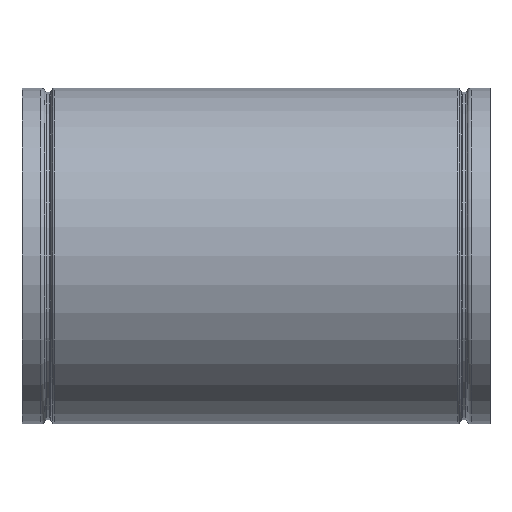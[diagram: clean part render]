
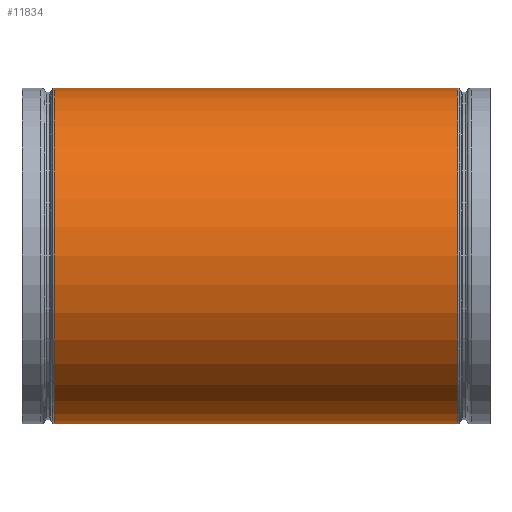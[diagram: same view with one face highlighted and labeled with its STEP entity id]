
A CAD part, front view. The second image highlights one B-rep face of the part: STEP entity #11834.
In plain terms, the highlighted cylindrical face has radius 161.925 mm (diameter 323.85 mm), a full revolution.
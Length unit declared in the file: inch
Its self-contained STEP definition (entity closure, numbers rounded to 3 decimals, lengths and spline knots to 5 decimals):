
#33 = CARTESIAN_POINT ( 'NONE',  ( -6.36061, 6.23829, -1.42388 ) ) ;
#311 = CARTESIAN_POINT ( 'NONE',  ( -3.95683, 3.88073, -5.12766 ) ) ;
#447 = ORIENTED_EDGE ( 'NONE', *, *, #33171, .F. ) ;
#455 = CARTESIAN_POINT ( 'NONE',  ( -1.45861, 1.43056, -6.26763 ) ) ;
#678 = CARTESIAN_POINT ( 'NONE',  ( 6.45669, 6.33252, 1.11921 ) ) ;
#1032 = AXIS2_PLACEMENT_3D ( 'NONE', #11049, #17368, #20444 ) ;
#1439 = FACE_OUTER_BOUND ( 'NONE', #21861, .T. ) ;
#1898 = VERTEX_POINT ( 'NONE', #14017 ) ;
#2030 = CARTESIAN_POINT ( 'NONE',  ( -7.66523, 6.375, 0. ) ) ;
#2314 = DIRECTION ( 'NONE',  ( 0., -1., 0. ) ) ;
#2446 = DIRECTION ( 'NONE',  ( 1., 0., 0. ) ) ;
#2538 = EDGE_CURVE ( 'NONE', #24557, #7543, #9469, .T. ) ;
#3397 = CARTESIAN_POINT ( 'NONE',  ( -5.97766, 5.8627, -2.64241 ) ) ;
#3627 = CARTESIAN_POINT ( 'NONE',  ( 0., 0., 6.375 ) ) ;
#5516 = CARTESIAN_POINT ( 'NONE',  ( 7.66523, 0., 0. ) ) ;
#6049 = CARTESIAN_POINT ( 'NONE',  ( 0., 0., 6.375 ) ) ;
#6323 = CARTESIAN_POINT ( 'NONE',  ( -5.24035, 5.13957, 3.89528 ) ) ;
#7084 = CARTESIAN_POINT ( 'NONE',  ( 5.15855, 5.05934, -4.03473 ) ) ;
#7212 = CARTESIAN_POINT ( 'NONE',  ( 1.45854, 1.43049, 6.26755 ) ) ;
#7543 = VERTEX_POINT ( 'NONE', #23202 ) ;
#9158 = CARTESIAN_POINT ( 'NONE',  ( -4.08673, 4.00814, 5.02614 ) ) ;
#9298 = CARTESIAN_POINT ( 'NONE',  ( -2.69002, 2.63829, -5.84482 ) ) ;
#9469 = B_SPLINE_CURVE_WITH_KNOTS ( 'NONE', 3,
 ( #3627, #34354, #7212, #34877, #31420, #25522, #9936, #678, #19620, #34488, #19228, #7084, #28595, #16364, #13268, #34970, #32021 ),
 .UNSPECIFIED., .F., .F.,
 ( 4, 1, 1, 1, 1, 1, 1, 1, 1, 1, 1, 1, 1, 1, 4 ),
 ( 0., 0.07143, 0.14286, 0.21429, 0.28571, 0.38095, 0.42857, 0.52381, 0.57143, 0.61905, 0.71429, 0.80952, 0.85714, 0.92857, 1. ),
 .UNSPECIFIED. ) ;
#9486 = DIRECTION ( 'NONE',  ( 1., 0., 0. ) ) ;
#9936 = CARTESIAN_POINT ( 'NONE',  ( 5.97763, 5.86267, 2.6425 ) ) ;
#11049 = CARTESIAN_POINT ( 'NONE',  ( -7.66523, 0., 0. ) ) ;
#11834 = ADVANCED_FACE ( 'NONE', ( #1439, #26928, #36010 ), #25512, .T. ) ;
#12540 = CARTESIAN_POINT ( 'NONE',  ( -0.4862, 0.47685, -6.375 ) ) ;
#13055 = EDGE_LOOP ( 'NONE', ( #447 ) ) ;
#13268 = CARTESIAN_POINT ( 'NONE',  ( 1.45861, 1.43056, -6.26763 ) ) ;
#13371 = ORIENTED_EDGE ( 'NONE', *, *, #2538, .F. ) ;
#14017 = CARTESIAN_POINT ( 'NONE',  ( 7.66523, -6.375, 0. ) ) ;
#15643 = CARTESIAN_POINT ( 'NONE',  ( -6.45669, 6.33252, 1.11921 ) ) ;
#16364 = CARTESIAN_POINT ( 'NONE',  ( 2.69002, 2.63829, -5.84482 ) ) ;
#17368 = DIRECTION ( 'NONE',  ( -1., 0., 0. ) ) ;
#18734 = CARTESIAN_POINT ( 'NONE',  ( -0.4862, 0.47685, 6.375 ) ) ;
#19228 = CARTESIAN_POINT ( 'NONE',  ( 5.97766, 5.8627, -2.64241 ) ) ;
#19620 = CARTESIAN_POINT ( 'NONE',  ( 6.55476, 6.4287, -0.16292 ) ) ;
#20184 = B_SPLINE_CURVE_WITH_KNOTS ( 'NONE', 3,
 ( #34260, #12540, #455, #9298, #311, #27578, #3397, #33, #21385, #15643, #24485, #6323, #9158, #37081, #27859, #18734, #6049 ),
 .UNSPECIFIED., .F., .F.,
 ( 4, 1, 1, 1, 1, 1, 1, 1, 1, 1, 1, 1, 1, 1, 4 ),
 ( 0., 0.07143, 0.14286, 0.19048, 0.28571, 0.38095, 0.42857, 0.47619, 0.57143, 0.61905, 0.71429, 0.78571, 0.85714, 0.92857, 1. ),
 .UNSPECIFIED. ) ;
#20444 = DIRECTION ( 'NONE',  ( 0., 1., 0. ) ) ;
#21385 = CARTESIAN_POINT ( 'NONE',  ( -6.55476, 6.4287, -0.16292 ) ) ;
#21861 = EDGE_LOOP ( 'NONE', ( #22480 ) ) ;
#22480 = ORIENTED_EDGE ( 'NONE', *, *, #25558, .F. ) ;
#23202 = CARTESIAN_POINT ( 'NONE',  ( 0., 0., -6.375 ) ) ;
#24485 = CARTESIAN_POINT ( 'NONE',  ( -5.97763, 5.86267, 2.6425 ) ) ;
#24557 = VERTEX_POINT ( 'NONE', #32367 ) ;
#24988 = CIRCLE ( 'NONE', #1032, 6.375 ) ;
#25223 = ORIENTED_EDGE ( 'NONE', *, *, #32524, .F. ) ;
#25512 = CYLINDRICAL_SURFACE ( 'NONE', #39689, 6.375 ) ;
#25522 = CARTESIAN_POINT ( 'NONE',  ( 5.24035, 5.13957, 3.89528 ) ) ;
#25558 = EDGE_CURVE ( 'NONE', #1898, #1898, #25686, .T. ) ;
#25686 = CIRCLE ( 'NONE', #36626, 6.375 ) ;
#25966 = VERTEX_POINT ( 'NONE', #2030 ) ;
#26928 = FACE_BOUND ( 'NONE', #35013, .T. ) ;
#27578 = CARTESIAN_POINT ( 'NONE',  ( -5.15855, 5.05934, -4.03473 ) ) ;
#27859 = CARTESIAN_POINT ( 'NONE',  ( -1.45854, 1.43049, 6.26755 ) ) ;
#28595 = CARTESIAN_POINT ( 'NONE',  ( 3.95683, 3.88073, -5.12766 ) ) ;
#31420 = CARTESIAN_POINT ( 'NONE',  ( 4.08673, 4.00814, 5.02614 ) ) ;
#31507 = DIRECTION ( 'NONE',  ( 0., -1., 0. ) ) ;
#32021 = CARTESIAN_POINT ( 'NONE',  ( 0., 0., -6.375 ) ) ;
#32367 = CARTESIAN_POINT ( 'NONE',  ( 0., 0., 6.375 ) ) ;
#32524 = EDGE_CURVE ( 'NONE', #7543, #24557, #20184, .T. ) ;
#33171 = EDGE_CURVE ( 'NONE', #25966, #25966, #24988, .T. ) ;
#33764 = CARTESIAN_POINT ( 'NONE',  ( -3.84823, 0., 0. ) ) ;
#34260 = CARTESIAN_POINT ( 'NONE',  ( 0., 0., -6.375 ) ) ;
#34354 = CARTESIAN_POINT ( 'NONE',  ( 0.4862, 0.47685, 6.375 ) ) ;
#34488 = CARTESIAN_POINT ( 'NONE',  ( 6.36061, 6.23829, -1.42388 ) ) ;
#34877 = CARTESIAN_POINT ( 'NONE',  ( 2.84409, 2.78939, 5.79212 ) ) ;
#34970 = CARTESIAN_POINT ( 'NONE',  ( 0.4862, 0.47685, -6.375 ) ) ;
#35013 = EDGE_LOOP ( 'NONE', ( #25223, #13371 ) ) ;
#36010 = FACE_OUTER_BOUND ( 'NONE', #13055, .T. ) ;
#36626 = AXIS2_PLACEMENT_3D ( 'NONE', #5516, #2446, #2314 ) ;
#37081 = CARTESIAN_POINT ( 'NONE',  ( -2.84409, 2.78939, 5.79212 ) ) ;
#39689 = AXIS2_PLACEMENT_3D ( 'NONE', #33764, #9486, #31507 ) ;
